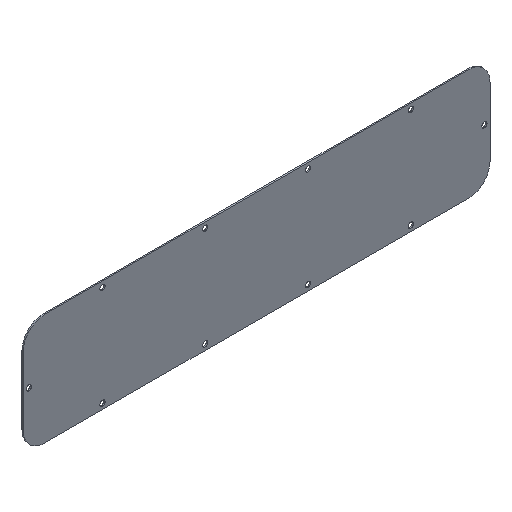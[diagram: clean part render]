
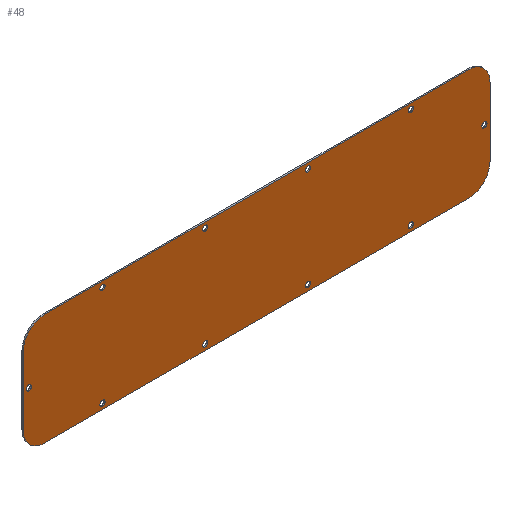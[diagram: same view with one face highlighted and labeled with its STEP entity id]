
A CAD part, isometric view. The second image highlights one B-rep face of the part: STEP entity #48.
In plain terms, the highlighted planar face has unit normal (0, -1, 0).
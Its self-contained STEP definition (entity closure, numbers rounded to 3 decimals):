
#48=ADVANCED_FACE('',(#91,#92,#93,#94,#95,#96,#97,#98,#99,#100,#101),#102,.F.);
#91=FACE_OUTER_BOUND('',#171,.T.);
#92=FACE_BOUND('',#172,.T.);
#93=FACE_BOUND('',#173,.T.);
#94=FACE_BOUND('',#174,.T.);
#95=FACE_BOUND('',#175,.T.);
#96=FACE_BOUND('',#176,.T.);
#97=FACE_BOUND('',#177,.T.);
#98=FACE_BOUND('',#178,.T.);
#99=FACE_BOUND('',#179,.T.);
#100=FACE_BOUND('',#180,.T.);
#101=FACE_BOUND('',#181,.T.);
#102=PLANE('',#182);
#171=EDGE_LOOP('',(#275,#276,#277,#278,#279,#280,#281,#282));
#172=EDGE_LOOP('',(#283,#284));
#173=EDGE_LOOP('',(#285,#286));
#174=EDGE_LOOP('',(#287,#288));
#175=EDGE_LOOP('',(#289,#290));
#176=EDGE_LOOP('',(#291,#292));
#177=EDGE_LOOP('',(#293,#294));
#178=EDGE_LOOP('',(#295,#296));
#179=EDGE_LOOP('',(#297,#298));
#180=EDGE_LOOP('',(#299,#300));
#181=EDGE_LOOP('',(#301,#302));
#182=AXIS2_PLACEMENT_3D('',#303,#304,#305);
#275=ORIENTED_EDGE('',*,*,#526,.F.);
#276=ORIENTED_EDGE('',*,*,#527,.F.);
#277=ORIENTED_EDGE('',*,*,#528,.F.);
#278=ORIENTED_EDGE('',*,*,#529,.F.);
#279=ORIENTED_EDGE('',*,*,#530,.F.);
#280=ORIENTED_EDGE('',*,*,#531,.F.);
#281=ORIENTED_EDGE('',*,*,#532,.F.);
#282=ORIENTED_EDGE('',*,*,#525,.F.);
#283=ORIENTED_EDGE('',*,*,#533,.T.);
#284=ORIENTED_EDGE('',*,*,#534,.T.);
#285=ORIENTED_EDGE('',*,*,#535,.T.);
#286=ORIENTED_EDGE('',*,*,#536,.T.);
#287=ORIENTED_EDGE('',*,*,#537,.T.);
#288=ORIENTED_EDGE('',*,*,#538,.T.);
#289=ORIENTED_EDGE('',*,*,#539,.F.);
#290=ORIENTED_EDGE('',*,*,#540,.F.);
#291=ORIENTED_EDGE('',*,*,#541,.T.);
#292=ORIENTED_EDGE('',*,*,#542,.T.);
#293=ORIENTED_EDGE('',*,*,#543,.T.);
#294=ORIENTED_EDGE('',*,*,#544,.T.);
#295=ORIENTED_EDGE('',*,*,#545,.F.);
#296=ORIENTED_EDGE('',*,*,#546,.F.);
#297=ORIENTED_EDGE('',*,*,#547,.F.);
#298=ORIENTED_EDGE('',*,*,#548,.F.);
#299=ORIENTED_EDGE('',*,*,#549,.F.);
#300=ORIENTED_EDGE('',*,*,#550,.F.);
#301=ORIENTED_EDGE('',*,*,#551,.F.);
#302=ORIENTED_EDGE('',*,*,#552,.F.);
#303=CARTESIAN_POINT('',(0.0,0.0,0.0));
#304=DIRECTION('',(-0.0,1.0,0.0));
#305=DIRECTION('',(1.0,0.0,0.0));
#525=EDGE_CURVE('',#637,#635,#639,.T.);
#526=EDGE_CURVE('',#640,#637,#641,.T.);
#527=EDGE_CURVE('',#642,#640,#643,.T.);
#528=EDGE_CURVE('',#644,#642,#645,.T.);
#529=EDGE_CURVE('',#646,#644,#647,.T.);
#530=EDGE_CURVE('',#648,#646,#649,.T.);
#531=EDGE_CURVE('',#650,#648,#651,.T.);
#532=EDGE_CURVE('',#635,#650,#652,.T.);
#533=EDGE_CURVE('',#653,#654,#655,.T.);
#534=EDGE_CURVE('',#654,#653,#656,.T.);
#535=EDGE_CURVE('',#657,#658,#659,.T.);
#536=EDGE_CURVE('',#658,#657,#660,.T.);
#537=EDGE_CURVE('',#661,#662,#663,.T.);
#538=EDGE_CURVE('',#662,#661,#664,.T.);
#539=EDGE_CURVE('',#665,#666,#667,.T.);
#540=EDGE_CURVE('',#666,#665,#668,.T.);
#541=EDGE_CURVE('',#669,#670,#671,.T.);
#542=EDGE_CURVE('',#670,#669,#672,.T.);
#543=EDGE_CURVE('',#673,#674,#675,.T.);
#544=EDGE_CURVE('',#674,#673,#676,.T.);
#545=EDGE_CURVE('',#677,#678,#679,.T.);
#546=EDGE_CURVE('',#678,#677,#680,.T.);
#547=EDGE_CURVE('',#681,#682,#683,.T.);
#548=EDGE_CURVE('',#682,#681,#684,.T.);
#549=EDGE_CURVE('',#685,#686,#687,.T.);
#550=EDGE_CURVE('',#686,#685,#688,.T.);
#551=EDGE_CURVE('',#689,#690,#691,.T.);
#552=EDGE_CURVE('',#690,#689,#692,.T.);
#635=VERTEX_POINT('',#779);
#637=VERTEX_POINT('',#782);
#639=LINE('',#785,#786);
#640=VERTEX_POINT('',#787);
#641=CIRCLE('',#788,25.0);
#642=VERTEX_POINT('',#789);
#643=LINE('',#790,#791);
#644=VERTEX_POINT('',#792);
#645=CIRCLE('',#793,25.0);
#646=VERTEX_POINT('',#794);
#647=LINE('',#795,#796);
#648=VERTEX_POINT('',#797);
#649=CIRCLE('',#798,25.0);
#650=VERTEX_POINT('',#799);
#651=LINE('',#800,#801);
#652=CIRCLE('',#802,25.0);
#653=VERTEX_POINT('',#803);
#654=VERTEX_POINT('',#804);
#655=CIRCLE('',#805,3.0);
#656=CIRCLE('',#806,3.0);
#657=VERTEX_POINT('',#807);
#658=VERTEX_POINT('',#808);
#659=CIRCLE('',#809,3.0);
#660=CIRCLE('',#810,3.0);
#661=VERTEX_POINT('',#811);
#662=VERTEX_POINT('',#812);
#663=CIRCLE('',#813,3.0);
#664=CIRCLE('',#814,3.0);
#665=VERTEX_POINT('',#815);
#666=VERTEX_POINT('',#816);
#667=CIRCLE('',#817,3.0);
#668=CIRCLE('',#818,3.0);
#669=VERTEX_POINT('',#819);
#670=VERTEX_POINT('',#820);
#671=CIRCLE('',#821,3.0);
#672=CIRCLE('',#822,3.0);
#673=VERTEX_POINT('',#823);
#674=VERTEX_POINT('',#824);
#675=CIRCLE('',#825,3.0);
#676=CIRCLE('',#826,3.0);
#677=VERTEX_POINT('',#827);
#678=VERTEX_POINT('',#828);
#679=CIRCLE('',#829,3.0);
#680=CIRCLE('',#830,3.0);
#681=VERTEX_POINT('',#831);
#682=VERTEX_POINT('',#832);
#683=CIRCLE('',#833,3.0);
#684=CIRCLE('',#834,3.0);
#685=VERTEX_POINT('',#835);
#686=VERTEX_POINT('',#836);
#687=CIRCLE('',#837,3.0);
#688=CIRCLE('',#838,3.0);
#689=VERTEX_POINT('',#839);
#690=VERTEX_POINT('',#840);
#691=CIRCLE('',#841,3.0);
#692=CIRCLE('',#842,3.0);
#779=CARTESIAN_POINT('',(-272.5,0.0,40.0));
#782=CARTESIAN_POINT('',(-272.5,0.0,-40.0));
#785=CARTESIAN_POINT('',(-272.5,0.0,-40.0));
#786=VECTOR('',#973,80.0);
#787=CARTESIAN_POINT('',(-247.5,0.0,-65.0));
#788=AXIS2_PLACEMENT_3D('',#974,#975,#976);
#789=CARTESIAN_POINT('',(247.5,0.0,-65.0));
#790=CARTESIAN_POINT('',(247.5,0.0,-65.0));
#791=VECTOR('',#977,495.0);
#792=CARTESIAN_POINT('',(272.5,0.0,-40.0));
#793=AXIS2_PLACEMENT_3D('',#978,#979,#980);
#794=CARTESIAN_POINT('',(272.5,0.0,40.0));
#795=CARTESIAN_POINT('',(272.5,0.0,40.0));
#796=VECTOR('',#981,80.0);
#797=CARTESIAN_POINT('',(247.5,0.0,65.0));
#798=AXIS2_PLACEMENT_3D('',#982,#983,#984);
#799=CARTESIAN_POINT('',(-247.5,0.0,65.0));
#800=CARTESIAN_POINT('',(-247.5,0.0,65.0));
#801=VECTOR('',#985,495.0);
#802=AXIS2_PLACEMENT_3D('',#986,#987,#988);
#803=CARTESIAN_POINT('',(63.0,0.0,-58.5));
#804=CARTESIAN_POINT('',(57.0,0.0,-58.5));
#805=AXIS2_PLACEMENT_3D('',#989,#990,#991);
#806=AXIS2_PLACEMENT_3D('',#992,#993,#994);
#807=CARTESIAN_POINT('',(63.0,0.0,58.5));
#808=CARTESIAN_POINT('',(57.0,0.0,58.5));
#809=AXIS2_PLACEMENT_3D('',#995,#996,#997);
#810=AXIS2_PLACEMENT_3D('',#998,#999,#1000);
#811=CARTESIAN_POINT('',(269.0,0.0,0.0));
#812=CARTESIAN_POINT('',(263.0,0.0,0.0));
#813=AXIS2_PLACEMENT_3D('',#1001,#1002,#1003);
#814=AXIS2_PLACEMENT_3D('',#1004,#1005,#1006);
#815=CARTESIAN_POINT('',(-269.0,0.0,0.0));
#816=CARTESIAN_POINT('',(-263.0,0.0,0.0));
#817=AXIS2_PLACEMENT_3D('',#1007,#1008,#1009);
#818=AXIS2_PLACEMENT_3D('',#1010,#1011,#1012);
#819=CARTESIAN_POINT('',(183.0,0.0,58.5));
#820=CARTESIAN_POINT('',(177.0,0.0,58.5));
#821=AXIS2_PLACEMENT_3D('',#1013,#1014,#1015);
#822=AXIS2_PLACEMENT_3D('',#1016,#1017,#1018);
#823=CARTESIAN_POINT('',(183.0,0.0,-58.5));
#824=CARTESIAN_POINT('',(177.0,0.0,-58.5));
#825=AXIS2_PLACEMENT_3D('',#1019,#1020,#1021);
#826=AXIS2_PLACEMENT_3D('',#1022,#1023,#1024);
#827=CARTESIAN_POINT('',(-183.0,0.0,58.5));
#828=CARTESIAN_POINT('',(-177.0,0.0,58.5));
#829=AXIS2_PLACEMENT_3D('',#1025,#1026,#1027);
#830=AXIS2_PLACEMENT_3D('',#1028,#1029,#1030);
#831=CARTESIAN_POINT('',(-183.0,0.0,-58.5));
#832=CARTESIAN_POINT('',(-177.0,0.0,-58.5));
#833=AXIS2_PLACEMENT_3D('',#1031,#1032,#1033);
#834=AXIS2_PLACEMENT_3D('',#1034,#1035,#1036);
#835=CARTESIAN_POINT('',(-63.0,0.0,-58.5));
#836=CARTESIAN_POINT('',(-57.0,0.0,-58.5));
#837=AXIS2_PLACEMENT_3D('',#1037,#1038,#1039);
#838=AXIS2_PLACEMENT_3D('',#1040,#1041,#1042);
#839=CARTESIAN_POINT('',(-63.0,0.0,58.5));
#840=CARTESIAN_POINT('',(-57.0,0.0,58.5));
#841=AXIS2_PLACEMENT_3D('',#1043,#1044,#1045);
#842=AXIS2_PLACEMENT_3D('',#1046,#1047,#1048);
#973=DIRECTION('',(0.0,0.0,1.0));
#974=CARTESIAN_POINT('',(-247.5,0.0,-40.0));
#975=DIRECTION('',(0.0,1.0,0.0));
#976=DIRECTION('',(0.0,0.0,-1.0));
#977=DIRECTION('',(-1.0,0.0,0.0));
#978=CARTESIAN_POINT('',(247.5,0.0,-40.0));
#979=DIRECTION('',(-0.0,1.0,0.0));
#980=DIRECTION('',(1.0,0.0,0.0));
#981=DIRECTION('',(0.0,0.0,-1.0));
#982=CARTESIAN_POINT('',(247.5,0.0,40.0));
#983=DIRECTION('',(0.0,1.0,0.0));
#984=DIRECTION('',(0.0,0.0,1.0));
#985=DIRECTION('',(1.0,0.0,0.0));
#986=CARTESIAN_POINT('',(-247.5,0.0,40.0));
#987=DIRECTION('',(0.0,1.0,0.0));
#988=DIRECTION('',(-1.0,0.0,0.0));
#989=CARTESIAN_POINT('',(60.0,0.0,-58.5));
#990=DIRECTION('',(-0.0,1.0,0.0));
#991=DIRECTION('',(1.0,0.0,0.0));
#992=CARTESIAN_POINT('',(60.0,0.0,-58.5));
#993=DIRECTION('',(0.0,1.0,0.0));
#994=DIRECTION('',(-1.0,0.0,0.0));
#995=CARTESIAN_POINT('',(60.0,0.0,58.5));
#996=DIRECTION('',(-0.0,1.0,0.0));
#997=DIRECTION('',(1.0,0.0,0.0));
#998=CARTESIAN_POINT('',(60.0,0.0,58.5));
#999=DIRECTION('',(0.0,1.0,0.0));
#1000=DIRECTION('',(-1.0,0.0,0.0));
#1001=CARTESIAN_POINT('',(266.0,0.0,0.));
#1002=DIRECTION('',(-0.0,1.0,0.0));
#1003=DIRECTION('',(1.0,0.0,0.0));
#1004=CARTESIAN_POINT('',(266.0,0.0,0.));
#1005=DIRECTION('',(0.0,1.0,0.0));
#1006=DIRECTION('',(-1.0,0.0,0.0));
#1007=CARTESIAN_POINT('',(-266.0,0.0,0.));
#1008=DIRECTION('',(0.0,-1.0,0.0));
#1009=DIRECTION('',(-1.0,0.0,0.0));
#1010=CARTESIAN_POINT('',(-266.0,0.0,0.));
#1011=DIRECTION('',(0.0,-1.0,0.0));
#1012=DIRECTION('',(1.0,0.0,0.0));
#1013=CARTESIAN_POINT('',(180.0,0.0,58.5));
#1014=DIRECTION('',(-0.0,1.0,0.0));
#1015=DIRECTION('',(1.0,0.0,0.0));
#1016=CARTESIAN_POINT('',(180.0,0.0,58.5));
#1017=DIRECTION('',(0.0,1.0,0.0));
#1018=DIRECTION('',(-1.0,0.0,0.0));
#1019=CARTESIAN_POINT('',(180.0,0.0,-58.5));
#1020=DIRECTION('',(-0.0,1.0,0.0));
#1021=DIRECTION('',(1.0,0.0,0.0));
#1022=CARTESIAN_POINT('',(180.0,0.0,-58.5));
#1023=DIRECTION('',(0.0,1.0,0.0));
#1024=DIRECTION('',(-1.0,0.0,0.0));
#1025=CARTESIAN_POINT('',(-180.0,0.0,58.5));
#1026=DIRECTION('',(0.0,-1.0,0.0));
#1027=DIRECTION('',(-1.0,0.0,0.0));
#1028=CARTESIAN_POINT('',(-180.0,0.0,58.5));
#1029=DIRECTION('',(0.0,-1.0,0.0));
#1030=DIRECTION('',(1.0,0.0,0.0));
#1031=CARTESIAN_POINT('',(-180.0,0.0,-58.5));
#1032=DIRECTION('',(0.0,-1.0,0.0));
#1033=DIRECTION('',(-1.0,0.0,0.0));
#1034=CARTESIAN_POINT('',(-180.0,0.0,-58.5));
#1035=DIRECTION('',(0.0,-1.0,0.0));
#1036=DIRECTION('',(1.0,0.0,0.0));
#1037=CARTESIAN_POINT('',(-60.0,0.0,-58.5));
#1038=DIRECTION('',(0.0,-1.0,0.0));
#1039=DIRECTION('',(-1.0,0.0,0.0));
#1040=CARTESIAN_POINT('',(-60.0,0.0,-58.5));
#1041=DIRECTION('',(0.0,-1.0,0.0));
#1042=DIRECTION('',(1.0,0.0,0.0));
#1043=CARTESIAN_POINT('',(-60.0,0.0,58.5));
#1044=DIRECTION('',(0.0,-1.0,0.0));
#1045=DIRECTION('',(-1.0,0.0,0.0));
#1046=CARTESIAN_POINT('',(-60.0,0.0,58.5));
#1047=DIRECTION('',(0.0,-1.0,0.0));
#1048=DIRECTION('',(1.0,0.0,0.0));
